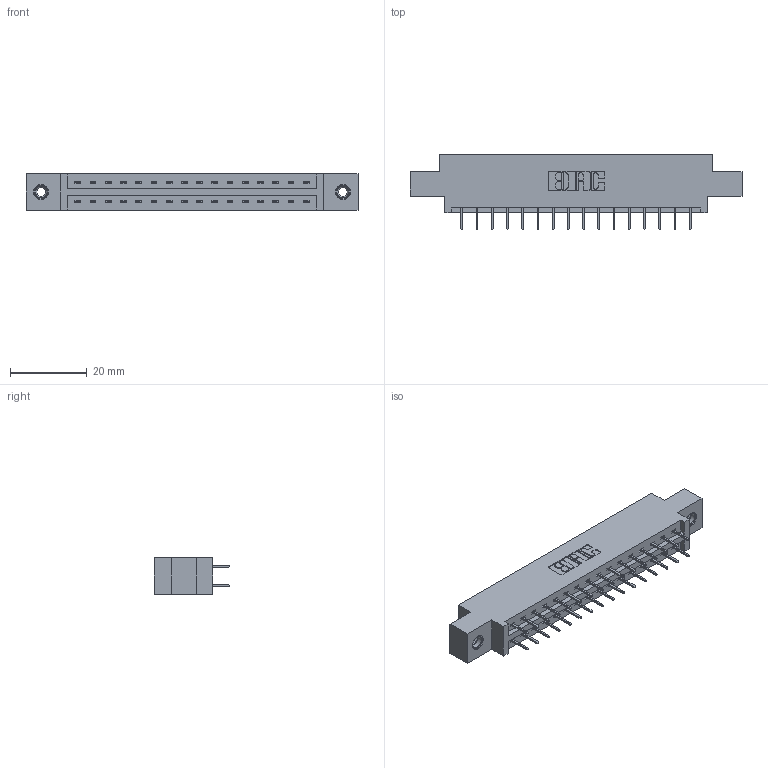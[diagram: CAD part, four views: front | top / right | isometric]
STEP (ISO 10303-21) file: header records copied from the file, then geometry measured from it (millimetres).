
FILE_DESCRIPTION (( 'STEP AP203' ), '1' );
FILE_NAME ('337-032-524-808.STEP', '2019-10-11T00:41:17', ( '' ), ( '' ), 'SwSTEP 2.0', 'SolidWorks 2016', '' );
FILE_SCHEMA (( 'CONFIG_CONTROL_DESIGN' ));
Length unit declared in the file: inch
Products named in the file (4): 337 Part_0.170 Offset - 0.156 Dia-TI; 345-250-001_345-250-003-102; 337-032-524-808; 345-292-001_345-293-124
Assembly tree (35 placements, depth 2):
  337-032-524-808
    337 Part_0.170 Offset - 0.156 Dia-TI
    345-292-001_345-293-124  x32
    345-250-001_345-250-003-102  x2
Bounding box: 86.41 x 19.69 x 9.4 mm (x, y, z)
Volume: 8588.1 mm3; surface area: 9438.1 mm2
Topology: 35 solids, 35 shells, 2034 faces, 5739 edges, 3690 vertices
Faces by surface type: plane 1514, cylinder 504, cone 12, torus 4
Entity records: 17160 total; most frequent: CARTESIAN_POINT 2893, ORIENTED_EDGE 2822, DIRECTION 2541, EDGE_CURVE 1411, LINE 1267, VECTOR 1267, VERTEX_POINT 932, AXIS2_PLACEMENT_3D 637
